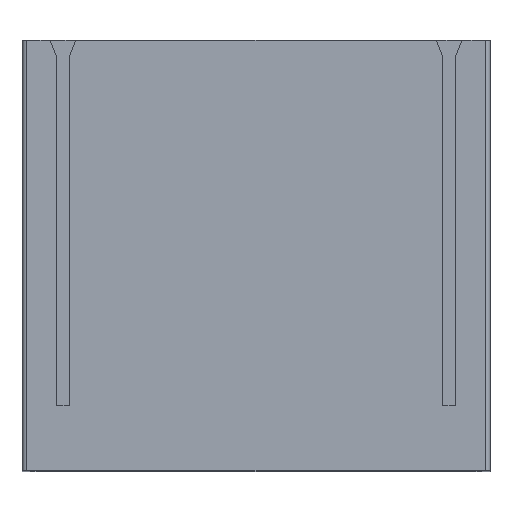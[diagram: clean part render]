
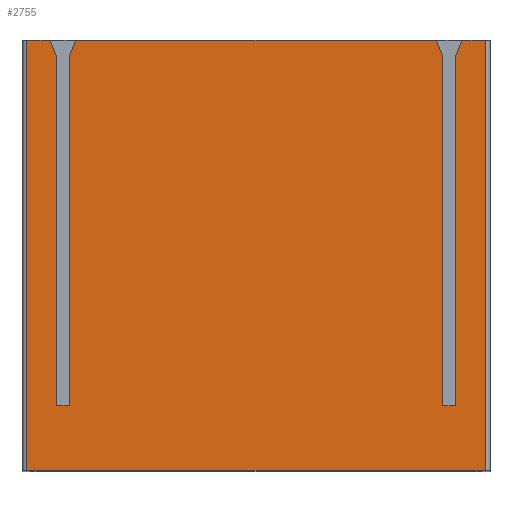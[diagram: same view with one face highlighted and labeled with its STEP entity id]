
A CAD part, top view. The second image highlights one B-rep face of the part: STEP entity #2755.
In plain terms, the highlighted planar face has unit normal (0, 0, 1).
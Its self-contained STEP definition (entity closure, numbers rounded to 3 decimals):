
#147=FACE_OUTER_BOUND('',#299,.T.);
#299=EDGE_LOOP('',(#2168,#2169,#2170,#2171,#2172,#2173,#2174,#2175,#2176,
#2177,#2178,#2179,#2180,#2181,#2182,#2183));
#386=LINE('',#3797,#749);
#392=LINE('',#3809,#755);
#398=LINE('',#3821,#761);
#602=LINE('',#4294,#965);
#603=LINE('',#4297,#966);
#604=LINE('',#4298,#967);
#605=LINE('',#4300,#968);
#606=LINE('',#4302,#969);
#607=LINE('',#4304,#970);
#608=LINE('',#4306,#971);
#609=LINE('',#4307,#972);
#610=LINE('',#4309,#973);
#611=LINE('',#4311,#974);
#612=LINE('',#4313,#975);
#613=LINE('',#4315,#976);
#614=LINE('',#4316,#977);
#749=VECTOR('',#3055,10.);
#755=VECTOR('',#3061,10.);
#761=VECTOR('',#3067,10.);
#965=VECTOR('',#3477,10.);
#966=VECTOR('',#3480,10.);
#967=VECTOR('',#3481,10.);
#968=VECTOR('',#3482,10.);
#969=VECTOR('',#3483,10.);
#970=VECTOR('',#3484,10.);
#971=VECTOR('',#3485,10.);
#972=VECTOR('',#3486,10.);
#973=VECTOR('',#3487,10.);
#974=VECTOR('',#3488,10.);
#975=VECTOR('',#3489,10.);
#976=VECTOR('',#3490,10.);
#977=VECTOR('',#3491,10.);
#1112=VERTEX_POINT('',#3794);
#1113=VERTEX_POINT('',#3796);
#1118=VERTEX_POINT('',#3806);
#1119=VERTEX_POINT('',#3808);
#1124=VERTEX_POINT('',#3818);
#1125=VERTEX_POINT('',#3820);
#1291=VERTEX_POINT('',#4292);
#1292=VERTEX_POINT('',#4296);
#1293=VERTEX_POINT('',#4299);
#1294=VERTEX_POINT('',#4301);
#1295=VERTEX_POINT('',#4303);
#1296=VERTEX_POINT('',#4305);
#1297=VERTEX_POINT('',#4308);
#1298=VERTEX_POINT('',#4310);
#1299=VERTEX_POINT('',#4312);
#1300=VERTEX_POINT('',#4314);
#1367=EDGE_CURVE('',#1113,#1112,#386,.T.);
#1373=EDGE_CURVE('',#1119,#1118,#392,.T.);
#1379=EDGE_CURVE('',#1125,#1124,#398,.T.);
#1617=EDGE_CURVE('',#1291,#1112,#602,.T.);
#1618=EDGE_CURVE('',#1291,#1292,#603,.T.);
#1619=EDGE_CURVE('',#1125,#1292,#604,.T.);
#1620=EDGE_CURVE('',#1124,#1293,#605,.T.);
#1621=EDGE_CURVE('',#1293,#1294,#606,.T.);
#1622=EDGE_CURVE('',#1294,#1295,#607,.T.);
#1623=EDGE_CURVE('',#1295,#1296,#608,.T.);
#1624=EDGE_CURVE('',#1296,#1119,#609,.T.);
#1625=EDGE_CURVE('',#1118,#1297,#610,.T.);
#1626=EDGE_CURVE('',#1297,#1298,#611,.T.);
#1627=EDGE_CURVE('',#1298,#1299,#612,.T.);
#1628=EDGE_CURVE('',#1299,#1300,#613,.T.);
#1629=EDGE_CURVE('',#1300,#1113,#614,.T.);
#2168=ORIENTED_EDGE('',*,*,#1617,.F.);
#2169=ORIENTED_EDGE('',*,*,#1618,.T.);
#2170=ORIENTED_EDGE('',*,*,#1619,.F.);
#2171=ORIENTED_EDGE('',*,*,#1379,.T.);
#2172=ORIENTED_EDGE('',*,*,#1620,.T.);
#2173=ORIENTED_EDGE('',*,*,#1621,.T.);
#2174=ORIENTED_EDGE('',*,*,#1622,.T.);
#2175=ORIENTED_EDGE('',*,*,#1623,.T.);
#2176=ORIENTED_EDGE('',*,*,#1624,.T.);
#2177=ORIENTED_EDGE('',*,*,#1373,.T.);
#2178=ORIENTED_EDGE('',*,*,#1625,.T.);
#2179=ORIENTED_EDGE('',*,*,#1626,.T.);
#2180=ORIENTED_EDGE('',*,*,#1627,.T.);
#2181=ORIENTED_EDGE('',*,*,#1628,.T.);
#2182=ORIENTED_EDGE('',*,*,#1629,.T.);
#2183=ORIENTED_EDGE('',*,*,#1367,.T.);
#2606=PLANE('',#2960);
#2755=ADVANCED_FACE('',(#147),#2606,.T.);
#2960=AXIS2_PLACEMENT_3D('',#4295,#3478,#3479);
#3055=DIRECTION('',(-1.,0.,0.));
#3061=DIRECTION('',(-1.,0.,0.));
#3067=DIRECTION('',(-1.,0.,0.));
#3477=DIRECTION('',(0.,1.,0.));
#3478=DIRECTION('center_axis',(0.,0.,1.));
#3479=DIRECTION('ref_axis',(1.,0.,0.));
#3480=DIRECTION('',(1.,0.,0.));
#3481=DIRECTION('',(0.,-1.,0.));
#3482=DIRECTION('',(-0.371,-0.928,0.));
#3483=DIRECTION('',(0.,-1.,0.));
#3484=DIRECTION('',(-1.,0.,0.));
#3485=DIRECTION('',(0.,1.,0.));
#3486=DIRECTION('',(-0.371,0.928,0.));
#3487=DIRECTION('',(-0.371,-0.928,0.));
#3488=DIRECTION('',(0.,-1.,0.));
#3489=DIRECTION('',(-1.,0.,0.));
#3490=DIRECTION('',(0.,1.,0.));
#3491=DIRECTION('',(-0.371,0.928,0.));
#3794=CARTESIAN_POINT('',(-71.56,67.2,74.64));
#3796=CARTESIAN_POINT('',(-64.274,67.2,74.64));
#3797=CARTESIAN_POINT('',(-73.06,67.2,74.64));
#3806=CARTESIAN_POINT('',(-56.274,67.2,74.64));
#3808=CARTESIAN_POINT('',(56.274,67.2,74.64));
#3809=CARTESIAN_POINT('',(-73.06,67.2,74.64));
#3818=CARTESIAN_POINT('',(64.274,67.2,74.64));
#3820=CARTESIAN_POINT('',(71.56,67.2,74.64));
#3821=CARTESIAN_POINT('',(-73.06,67.2,74.64));
#4292=CARTESIAN_POINT('',(-71.56,-67.2,74.64));
#4294=CARTESIAN_POINT('',(-71.56,33.6,74.64));
#4295=CARTESIAN_POINT('Origin',(0.,0.,74.64));
#4296=CARTESIAN_POINT('',(71.56,-67.2,74.64));
#4297=CARTESIAN_POINT('',(73.06,-67.2,74.64));
#4298=CARTESIAN_POINT('',(71.56,-33.6,74.64));
#4299=CARTESIAN_POINT('',(62.274,62.2,74.64));
#4300=CARTESIAN_POINT('',(48.256,27.153,74.64));
#4301=CARTESIAN_POINT('',(62.274,-46.8,74.64));
#4302=CARTESIAN_POINT('',(62.274,31.1,74.64));
#4303=CARTESIAN_POINT('',(58.274,-46.8,74.64));
#4304=CARTESIAN_POINT('',(31.137,-46.8,74.64));
#4305=CARTESIAN_POINT('',(58.274,62.2,74.64));
#4306=CARTESIAN_POINT('',(58.274,-23.4,74.64));
#4307=CARTESIAN_POINT('',(64.979,45.436,74.64));
#4308=CARTESIAN_POINT('',(-58.274,62.2,74.64));
#4309=CARTESIAN_POINT('',(-64.979,45.436,74.64));
#4310=CARTESIAN_POINT('',(-58.274,-46.8,74.64));
#4311=CARTESIAN_POINT('',(-58.274,-23.4,74.64));
#4312=CARTESIAN_POINT('',(-62.274,-46.8,74.64));
#4313=CARTESIAN_POINT('',(-31.137,-46.8,74.64));
#4314=CARTESIAN_POINT('',(-62.274,62.2,74.64));
#4315=CARTESIAN_POINT('',(-62.274,31.1,74.64));
#4316=CARTESIAN_POINT('',(-48.256,27.153,74.64));
